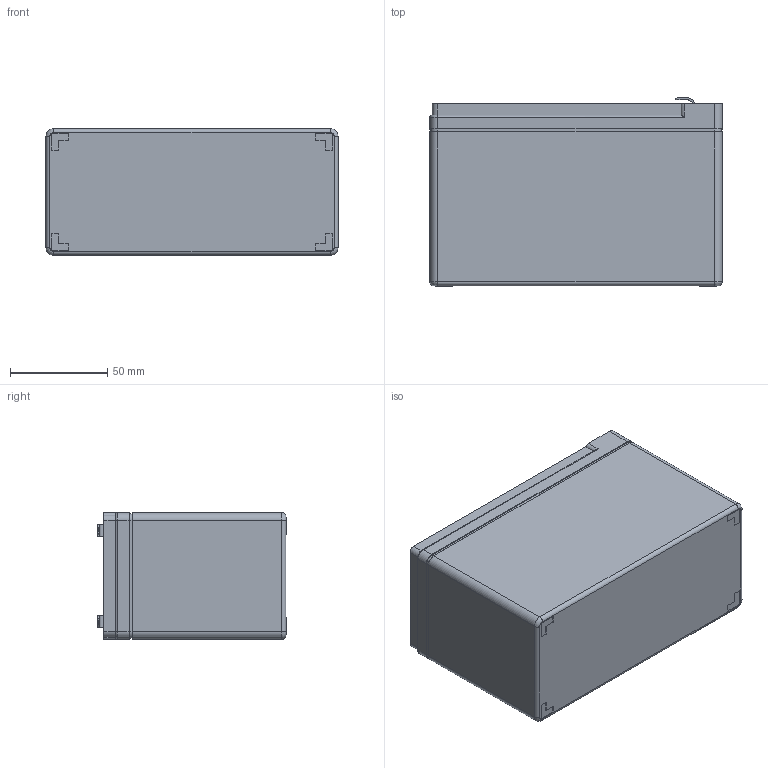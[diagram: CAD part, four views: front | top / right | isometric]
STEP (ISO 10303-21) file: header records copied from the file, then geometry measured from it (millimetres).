
FILE_DESCRIPTION(/* description */ (''),/* implementation_level */ '2;1');
FILE_NAME(/* name */ 'Batery-BR-1207-Steren v4.step',/* time_stamp */ '2023-05-22T10:32:14-04:00',/* author */ (''),/* organization */ (''),/* preprocessor_version */ 'ST-DEVELOPER v19.2',/* originating_system */ 'Autodesk Translation Framework v12.4.0.73',/* authorisation */ '');
FILE_SCHEMA (('AUTOMOTIVE_DESIGN { 1 0 10303 214 3 1 1 }'));
Length unit declared in the file: millimetre
Products named in the file (1): Batery-BR-1207-Steren
Bounding box: 150 x 96.6 x 65 mm (x, y, z)
Volume: 907196.1 mm3; surface area: 59957.2 mm2
Topology: 1 solids, 1 shells, 178 faces, 467 edges, 307 vertices
Faces by surface type: plane 129, cylinder 43, bspline 4, torus 2
Full cylindrical faces by diameter (mm): 6 x2
Entity records: 5565 total; most frequent: CARTESIAN_POINT 994, ORIENTED_EDGE 934, DIRECTION 910, EDGE_CURVE 467, LINE 372, VECTOR 372, VERTEX_POINT 307, AXIS2_PLACEMENT_3D 269
